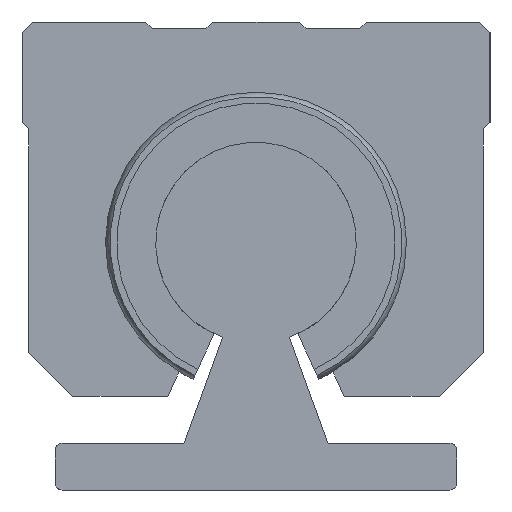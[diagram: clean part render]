
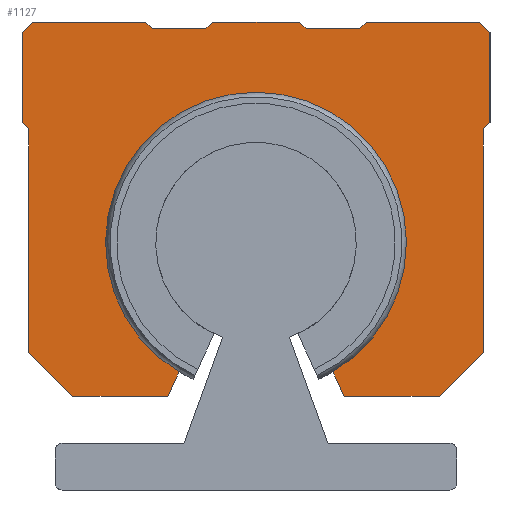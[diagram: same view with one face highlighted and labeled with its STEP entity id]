
A CAD part, left-side view. The second image highlights one B-rep face of the part: STEP entity #1127.
In plain terms, the highlighted planar face has unit normal (-1, 0, 0).
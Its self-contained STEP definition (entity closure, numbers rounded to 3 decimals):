
#409=CIRCLE('',#11581,22.5);
#551=FACE_OUTER_BOUND('',#2389,.T.);
#1127=ADVANCED_FACE('',(#551),#1734,.F.);
#1734=PLANE('',#11585);
#2389=EDGE_LOOP('',(#5504,#5505,#5506,#5507,#5508,#5509,#5510,#5511,#5512,
#5513,#5514,#5515,#5516,#5517,#5518,#5519,#5520,#5521,#5522,#5523,#5524,
#5525,#5526,#5527));
#3057=LINE('',#14647,#3969);
#3130=LINE('',#15171,#4042);
#3198=LINE('',#15522,#4110);
#3222=LINE('',#15568,#4134);
#3224=LINE('',#15572,#4136);
#3226=LINE('',#15576,#4138);
#3228=LINE('',#15580,#4140);
#3231=LINE('',#15586,#4143);
#3233=LINE('',#15590,#4145);
#3235=LINE('',#15594,#4147);
#3237=LINE('',#15598,#4149);
#3239=LINE('',#15602,#4151);
#3242=LINE('',#15608,#4154);
#3244=LINE('',#15612,#4156);
#3246=LINE('',#15616,#4158);
#3248=LINE('',#15620,#4160);
#3250=LINE('',#15624,#4162);
#3254=LINE('',#15650,#4166);
#3256=LINE('',#15654,#4168);
#3260=LINE('',#15662,#4172);
#3261=LINE('',#15664,#4173);
#3262=LINE('',#15668,#4174);
#3263=LINE('',#15672,#4175);
#3969=VECTOR('',#12119,1.);
#4042=VECTOR('',#12194,1.);
#4110=VECTOR('',#12334,1.);
#4134=VECTOR('',#12362,1.);
#4136=VECTOR('',#12366,1.);
#4138=VECTOR('',#12370,1.);
#4140=VECTOR('',#12374,1.);
#4143=VECTOR('',#12379,1.);
#4145=VECTOR('',#12383,1.);
#4147=VECTOR('',#12387,1.);
#4149=VECTOR('',#12391,1.);
#4151=VECTOR('',#12395,1.);
#4154=VECTOR('',#12400,1.);
#4156=VECTOR('',#12404,1.);
#4158=VECTOR('',#12408,1.);
#4160=VECTOR('',#12412,1.);
#4162=VECTOR('',#12416,1.);
#4166=VECTOR('',#12444,1.);
#4168=VECTOR('',#12448,1.);
#4172=VECTOR('',#12454,1.);
#4173=VECTOR('',#12457,1.);
#4174=VECTOR('',#12462,1.);
#4175=VECTOR('',#12467,1.);
#5504=ORIENTED_EDGE('',*,*,#9480,.F.);
#5505=ORIENTED_EDGE('',*,*,#9377,.F.);
#5506=ORIENTED_EDGE('',*,*,#9524,.F.);
#5507=ORIENTED_EDGE('',*,*,#9554,.F.);
#5508=ORIENTED_EDGE('',*,*,#9530,.F.);
#5509=ORIENTED_EDGE('',*,*,#9532,.F.);
#5510=ORIENTED_EDGE('',*,*,#9519,.F.);
#5511=ORIENTED_EDGE('',*,*,#9510,.F.);
#5512=ORIENTED_EDGE('',*,*,#9508,.F.);
#5513=ORIENTED_EDGE('',*,*,#9552,.F.);
#5514=ORIENTED_EDGE('',*,*,#9517,.F.);
#5515=ORIENTED_EDGE('',*,*,#9515,.F.);
#5516=ORIENTED_EDGE('',*,*,#9513,.F.);
#5517=ORIENTED_EDGE('',*,*,#9550,.F.);
#5518=ORIENTED_EDGE('',*,*,#9526,.F.);
#5519=ORIENTED_EDGE('',*,*,#9528,.F.);
#5520=ORIENTED_EDGE('',*,*,#9521,.F.);
#5521=ORIENTED_EDGE('',*,*,#9273,.F.);
#5522=ORIENTED_EDGE('',*,*,#9504,.F.);
#5523=ORIENTED_EDGE('',*,*,#9506,.F.);
#5524=ORIENTED_EDGE('',*,*,#9543,.F.);
#5525=ORIENTED_EDGE('',*,*,#9589,.F.);
#5526=ORIENTED_EDGE('',*,*,#9545,.F.);
#5527=ORIENTED_EDGE('',*,*,#9549,.F.);
#8205=VERTEX_POINT('',#14645);
#8207=VERTEX_POINT('',#14648);
#8309=VERTEX_POINT('',#15169);
#8311=VERTEX_POINT('',#15172);
#8396=VERTEX_POINT('',#15523);
#8415=VERTEX_POINT('',#15567);
#8416=VERTEX_POINT('',#15571);
#8417=VERTEX_POINT('',#15575);
#8418=VERTEX_POINT('',#15577);
#8419=VERTEX_POINT('',#15581);
#8420=VERTEX_POINT('',#15585);
#8421=VERTEX_POINT('',#15587);
#8422=VERTEX_POINT('',#15591);
#8423=VERTEX_POINT('',#15595);
#8424=VERTEX_POINT('',#15599);
#8425=VERTEX_POINT('',#15603);
#8426=VERTEX_POINT('',#15607);
#8427=VERTEX_POINT('',#15611);
#8428=VERTEX_POINT('',#15613);
#8429=VERTEX_POINT('',#15619);
#8430=VERTEX_POINT('',#15621);
#8440=VERTEX_POINT('',#15649);
#8441=VERTEX_POINT('',#15653);
#8442=VERTEX_POINT('',#15655);
#9273=EDGE_CURVE('',#8205,#8207,#3057,.T.);
#9377=EDGE_CURVE('',#8309,#8311,#3130,.T.);
#9480=EDGE_CURVE('',#8311,#8396,#3198,.T.);
#9504=EDGE_CURVE('',#8415,#8205,#3222,.T.);
#9506=EDGE_CURVE('',#8416,#8415,#3224,.T.);
#9508=EDGE_CURVE('',#8417,#8418,#3226,.T.);
#9510=EDGE_CURVE('',#8418,#8419,#3228,.T.);
#9513=EDGE_CURVE('',#8420,#8421,#3231,.T.);
#9515=EDGE_CURVE('',#8421,#8422,#3233,.T.);
#9517=EDGE_CURVE('',#8422,#8423,#3235,.T.);
#9519=EDGE_CURVE('',#8419,#8424,#3237,.T.);
#9521=EDGE_CURVE('',#8207,#8425,#3239,.T.);
#9524=EDGE_CURVE('',#8426,#8309,#3242,.T.);
#9526=EDGE_CURVE('',#8427,#8428,#3244,.T.);
#9528=EDGE_CURVE('',#8425,#8427,#3246,.T.);
#9530=EDGE_CURVE('',#8429,#8430,#3248,.T.);
#9532=EDGE_CURVE('',#8424,#8429,#3250,.T.);
#9543=EDGE_CURVE('',#8440,#8416,#3254,.T.);
#9545=EDGE_CURVE('',#8441,#8442,#3256,.T.);
#9549=EDGE_CURVE('',#8396,#8441,#3260,.T.);
#9550=EDGE_CURVE('',#8428,#8420,#3261,.T.);
#9552=EDGE_CURVE('',#8423,#8417,#3262,.T.);
#9554=EDGE_CURVE('',#8430,#8426,#3263,.T.);
#9589=EDGE_CURVE('',#8442,#8440,#409,.T.);
#11581=AXIS2_PLACEMENT_3D('',#15758,#12558,#12559);
#11585=AXIS2_PLACEMENT_3D('',#15763,#12566,#12567);
#12119=DIRECTION('',(0.,0.,1.));
#12194=DIRECTION('',(0.,0.,-1.));
#12334=DIRECTION('',(0.,0.707,-0.707));
#12362=DIRECTION('',(0.,0.707,0.707));
#12366=DIRECTION('',(0.,1.,0.));
#12370=DIRECTION('',(0.,-0.707,-0.707));
#12374=DIRECTION('',(0.,-1.,0.));
#12379=DIRECTION('',(0.,-0.707,-0.707));
#12383=DIRECTION('',(0.,-1.,0.));
#12387=DIRECTION('',(0.,-0.707,0.707));
#12391=DIRECTION('',(0.,-0.707,0.707));
#12395=DIRECTION('',(0.,0.707,0.707));
#12400=DIRECTION('',(0.,0.707,-0.707));
#12404=DIRECTION('',(0.,-0.707,0.707));
#12408=DIRECTION('',(0.,0.,1.));
#12412=DIRECTION('',(0.,-0.707,-0.707));
#12416=DIRECTION('',(0.,-1.,0.));
#12444=DIRECTION('',(0.,0.423,-0.906));
#12448=DIRECTION('',(0.,0.423,0.906));
#12454=DIRECTION('',(0.,1.,0.));
#12457=DIRECTION('',(0.,-1.,0.));
#12462=DIRECTION('',(0.,-1.,0.));
#12467=DIRECTION('',(0.,0.,-1.));
#12558=DIRECTION('',(-1.,0.,0.));
#12559=DIRECTION('',(0.,-1.,0.));
#12566=DIRECTION('',(1.,0.,0.));
#12567=DIRECTION('',(0.,0.,-1.));
#14645=CARTESIAN_POINT('',(166.705,34.,20.586));
#14647=CARTESIAN_POINT('',(166.705,34.,22.));
#14648=CARTESIAN_POINT('',(166.705,34.,54.));
#15169=CARTESIAN_POINT('',(166.705,-34.,54.));
#15171=CARTESIAN_POINT('',(166.705,-34.,54.));
#15172=CARTESIAN_POINT('',(166.705,-34.,20.586));
#15522=CARTESIAN_POINT('',(166.705,-28.119,14.705));
#15523=CARTESIAN_POINT('',(166.705,-27.414,14.));
#15567=CARTESIAN_POINT('',(166.705,27.414,14.));
#15568=CARTESIAN_POINT('',(166.705,28.119,14.705));
#15571=CARTESIAN_POINT('',(166.705,13.207,14.));
#15572=CARTESIAN_POINT('',(166.705,0.,14.));
#15575=CARTESIAN_POINT('',(166.705,-6.5,70.));
#15576=CARTESIAN_POINT('',(166.705,-6.5,70.));
#15577=CARTESIAN_POINT('',(166.705,-7.5,69.));
#15580=CARTESIAN_POINT('',(166.705,-7.5,69.));
#15581=CARTESIAN_POINT('',(166.705,-15.5,69.));
#15585=CARTESIAN_POINT('',(166.705,16.5,70.));
#15586=CARTESIAN_POINT('',(166.705,16.5,70.));
#15587=CARTESIAN_POINT('',(166.705,15.5,69.));
#15590=CARTESIAN_POINT('',(166.705,15.5,69.));
#15591=CARTESIAN_POINT('',(166.705,7.5,69.));
#15594=CARTESIAN_POINT('',(166.705,7.5,69.));
#15595=CARTESIAN_POINT('',(166.705,6.5,70.));
#15598=CARTESIAN_POINT('',(166.705,-15.5,69.));
#15599=CARTESIAN_POINT('',(166.705,-16.5,70.));
#15602=CARTESIAN_POINT('',(166.705,34.,54.));
#15603=CARTESIAN_POINT('',(166.705,35.,55.));
#15607=CARTESIAN_POINT('',(166.705,-35.,55.));
#15608=CARTESIAN_POINT('',(166.705,-35.,55.));
#15611=CARTESIAN_POINT('',(166.705,35.,68.5));
#15612=CARTESIAN_POINT('',(166.705,35.,68.5));
#15613=CARTESIAN_POINT('',(166.705,33.5,70.));
#15616=CARTESIAN_POINT('',(166.705,35.,55.));
#15619=CARTESIAN_POINT('',(166.705,-33.5,70.));
#15620=CARTESIAN_POINT('',(166.705,-33.5,70.));
#15621=CARTESIAN_POINT('',(166.705,-35.,68.5));
#15624=CARTESIAN_POINT('',(166.705,-16.5,70.));
#15649=CARTESIAN_POINT('',(166.705,11.5,17.661));
#15650=CARTESIAN_POINT('',(166.705,11.5,17.661));
#15653=CARTESIAN_POINT('',(166.705,-13.207,14.));
#15654=CARTESIAN_POINT('',(166.705,-12.741,15.));
#15655=CARTESIAN_POINT('',(166.705,-11.5,17.661));
#15662=CARTESIAN_POINT('',(166.705,0.,14.));
#15664=CARTESIAN_POINT('',(166.705,33.5,70.));
#15668=CARTESIAN_POINT('',(166.705,6.5,70.));
#15672=CARTESIAN_POINT('',(166.705,-35.,68.5));
#15758=CARTESIAN_POINT('',(166.705,0.,37.));
#15763=CARTESIAN_POINT('',(166.705,0.,42.824));
